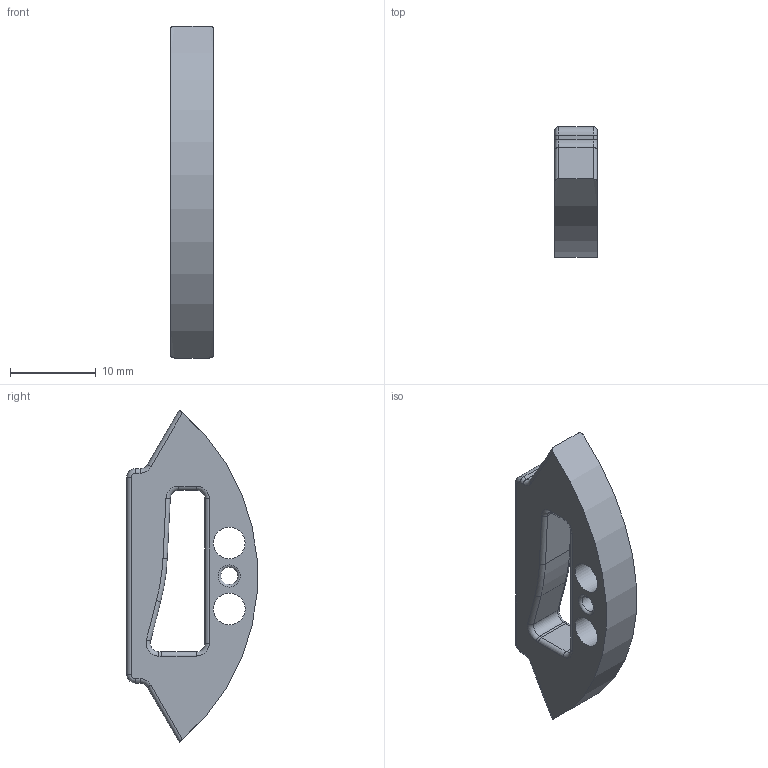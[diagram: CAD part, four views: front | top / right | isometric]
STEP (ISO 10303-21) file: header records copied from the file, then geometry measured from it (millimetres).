
FILE_DESCRIPTION(/* description */ ('','CAx-IF Rec.Pracs.---Representation and Presentation of Product Manufacturing Information (PMI)---4.0---2014-10-13'),/* implementation_level */ '2;1');
FILE_NAME(/* name */ 'dcc8f0cf-42a7-4949-8003-023878a238d1.stp',/* time_stamp */ '2024-10-25T17:17:31Z',/* author */ (''),/* organization */ (''),/* preprocessor_version */ 'ST-DEVELOPER v20',/* originating_system */ 'Autodesk Translation Framework v13.20.0.188',/* authorisation */ '');
FILE_SCHEMA (('AP242_MANAGED_MODEL_BASED_3D_ENGINEERING_MIM_LF { 1 0 10303 442 1 1 4 }'));
Length unit declared in the file: metre
Products named in the file (1): partie_Porte
Bounding box: 5 x 15.21 x 38.73 mm (x, y, z)
Volume: 1548.6 mm3; surface area: 1406.1 mm2
Topology: 1 solids, 1 shells, 67 faces, 157 edges, 92 vertices
Faces by surface type: cylinder 35, torus 15, plane 13, bspline 4
Full cylindrical faces by diameter (mm): 2 x1, 3.698 x1, 3.7 x1
Entity records: 2012 total; most frequent: CARTESIAN_POINT 385, DIRECTION 366, ORIENTED_EDGE 314, EDGE_CURVE 157, AXIS2_PLACEMENT_3D 149, VERTEX_POINT 92, CIRCLE 85, EDGE_LOOP 75
